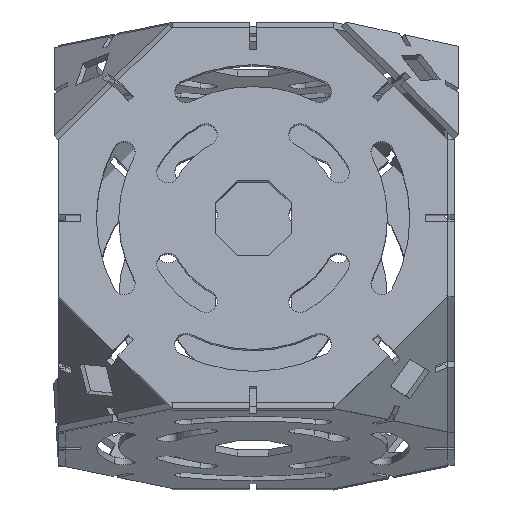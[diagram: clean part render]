
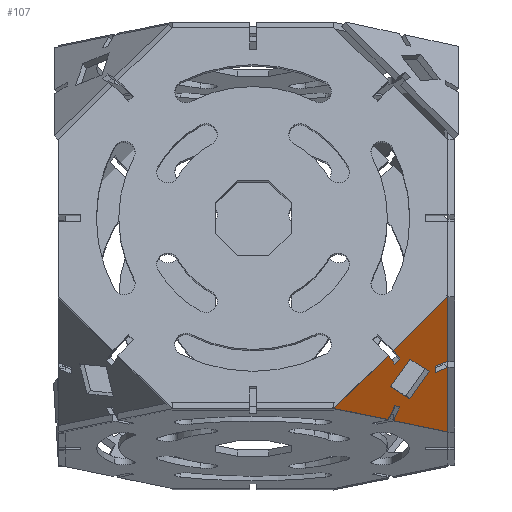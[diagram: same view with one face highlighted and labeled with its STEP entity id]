
A CAD part, left-side view. The second image highlights one B-rep face of the part: STEP entity #107.
In plain terms, the highlighted face is planar.
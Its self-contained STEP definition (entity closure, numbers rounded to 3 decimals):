
#107 = ADVANCED_FACE ( 'NONE', ( #4025, #3231 ), #260, .F. ) ;
#120 = VECTOR ( 'NONE', #3176, 1000. ) ;
#129 = LINE ( 'NONE', #1734, #5096 ) ;
#158 = VERTEX_POINT ( 'NONE', #4868 ) ;
#197 = EDGE_LOOP ( 'NONE', ( #3060, #4249, #2461, #2384, #3975, #2291, #3687, #3139, #2724, #2678, #4611, #1101, #3319, #529, #3933 ) ) ;
#205 = VECTOR ( 'NONE', #1518, 1000. ) ;
#218 = VERTEX_POINT ( 'NONE', #3507 ) ;
#251 = LINE ( 'NONE', #4761, #205 ) ;
#254 = DIRECTION ( 'NONE',  ( 0.866, 0.5, 0. ) ) ;
#260 = PLANE ( 'NONE',  #2933 ) ;
#282 = EDGE_LOOP ( 'NONE', ( #554, #3280, #500, #2142 ) ) ;
#289 = VERTEX_POINT ( 'NONE', #2330 ) ;
#297 = CARTESIAN_POINT ( 'NONE',  ( 36., -20.785, 0. ) ) ;
#308 = VECTOR ( 'NONE', #1533, 1000. ) ;
#326 = VERTEX_POINT ( 'NONE', #1553 ) ;
#390 = EDGE_CURVE ( 'NONE', #2230, #5105, #3190, .T. ) ;
#480 = CARTESIAN_POINT ( 'NONE',  ( -1.65, 0., 0. ) ) ;
#483 = CARTESIAN_POINT ( 'NONE',  ( -1.65, -13.785, 0. ) ) ;
#495 = EDGE_CURVE ( 'NONE', #4250, #5063, #4898, .T. ) ;
#500 = ORIENTED_EDGE ( 'NONE', *, *, #4396, .T. ) ;
#529 = ORIENTED_EDGE ( 'NONE', *, *, #495, .T. ) ;
#547 = VERTEX_POINT ( 'NONE', #3759 ) ;
#554 = ORIENTED_EDGE ( 'NONE', *, *, #1032, .T. ) ;
#604 = VERTEX_POINT ( 'NONE', #3389 ) ;
#659 = DIRECTION ( 'NONE',  ( 0., 0., 1. ) ) ;
#678 = DIRECTION ( 'NONE',  ( 1., 0., 0. ) ) ;
#716 = VECTOR ( 'NONE', #4958, 1000. ) ;
#782 = VERTEX_POINT ( 'NONE', #3986 ) ;
#829 = CARTESIAN_POINT ( 'NONE',  ( 0., 0., 0. ) ) ;
#886 = DIRECTION ( 'NONE',  ( -0.866, 0.5, 0. ) ) ;
#1032 = EDGE_CURVE ( 'NONE', #4095, #289, #3374, .T. ) ;
#1056 = DIRECTION ( 'NONE',  ( 1., 0., 0. ) ) ;
#1058 = LINE ( 'NONE', #4281, #308 ) ;
#1059 = VECTOR ( 'NONE', #1112, 1000. ) ;
#1079 = EDGE_CURVE ( 'NONE', #326, #604, #1058, .T. ) ;
#1101 = ORIENTED_EDGE ( 'NONE', *, *, #1437, .T. ) ;
#1108 = VERTEX_POINT ( 'NONE', #1941 ) ;
#1112 = DIRECTION ( 'NONE',  ( 0.866, -0.5, 0. ) ) ;
#1123 = LINE ( 'NONE', #3531, #2735 ) ;
#1286 = CARTESIAN_POINT ( 'NONE',  ( 0.825, 1.429, 0. ) ) ;
#1334 = DIRECTION ( 'NONE',  ( 0.707, 0.707, 0. ) ) ;
#1437 = EDGE_CURVE ( 'NONE', #2230, #3676, #3939, .T. ) ;
#1489 = EDGE_CURVE ( 'NONE', #289, #218, #5148, .T. ) ;
#1511 = VERTEX_POINT ( 'NONE', #297 ) ;
#1518 = DIRECTION ( 'NONE',  ( 0., 1., 0. ) ) ;
#1533 = DIRECTION ( 'NONE',  ( -0.5, 0.866, 0. ) ) ;
#1538 = CARTESIAN_POINT ( 'NONE',  ( -10.607, 0., 0. ) ) ;
#1553 = CARTESIAN_POINT ( 'NONE',  ( 17.175, 11.821, 0. ) ) ;
#1709 = LINE ( 'NONE', #3316, #2493 ) ;
#1734 = CARTESIAN_POINT ( 'NONE',  ( 0., 41.569, 0. ) ) ;
#1826 = EDGE_CURVE ( 'NONE', #3676, #4250, #1123, .T. ) ;
#1834 = VECTOR ( 'NONE', #3158, 1000. ) ;
#1927 = CARTESIAN_POINT ( 'NONE',  ( 0.825, -1.429, 0. ) ) ;
#1941 = CARTESIAN_POINT ( 'NONE',  ( 10.607, 0., 0. ) ) ;
#1964 = VERTEX_POINT ( 'NONE', #483 ) ;
#2010 = DIRECTION ( 'NONE',  ( 0.5, -0.866, 0. ) ) ;
#2105 = CARTESIAN_POINT ( 'NONE',  ( 36., -20.785, 0. ) ) ;
#2109 = DIRECTION ( 'NONE',  ( 0., -1., 0. ) ) ;
#2142 = ORIENTED_EDGE ( 'NONE', *, *, #2591, .T. ) ;
#2228 = LINE ( 'NONE', #5000, #2751 ) ;
#2230 = VERTEX_POINT ( 'NONE', #2275 ) ;
#2262 = DIRECTION ( 'NONE',  ( -0.707, -0.707, 0. ) ) ;
#2275 = CARTESIAN_POINT ( 'NONE',  ( -18.825, 8.963, 0. ) ) ;
#2291 = ORIENTED_EDGE ( 'NONE', *, *, #3748, .F. ) ;
#2330 = CARTESIAN_POINT ( 'NONE',  ( -10.607, 0., 0. ) ) ;
#2384 = ORIENTED_EDGE ( 'NONE', *, *, #4605, .T. ) ;
#2461 = ORIENTED_EDGE ( 'NONE', *, *, #5039, .T. ) ;
#2477 = CARTESIAN_POINT ( 'NONE',  ( 11.938, 6.892, 0. ) ) ;
#2493 = VECTOR ( 'NONE', #4902, 1000. ) ;
#2504 = LINE ( 'NONE', #2477, #3526 ) ;
#2562 = EDGE_CURVE ( 'NONE', #1511, #782, #3719, .T. ) ;
#2590 = VERTEX_POINT ( 'NONE', #4068 ) ;
#2591 = EDGE_CURVE ( 'NONE', #1108, #4095, #2930, .T. ) ;
#2678 = ORIENTED_EDGE ( 'NONE', *, *, #4552, .F. ) ;
#2681 = CARTESIAN_POINT ( 'NONE',  ( -0.825, -1.429, 0. ) ) ;
#2724 = ORIENTED_EDGE ( 'NONE', *, *, #3516, .T. ) ;
#2735 = VECTOR ( 'NONE', #4387, 1000. ) ;
#2751 = VECTOR ( 'NONE', #3003, 1000. ) ;
#2905 = CARTESIAN_POINT ( 'NONE',  ( 10.607, 0., 0. ) ) ;
#2930 = LINE ( 'NONE', #2905, #3402 ) ;
#2933 = AXIS2_PLACEMENT_3D ( 'NONE', #829, #659, #1056 ) ;
#2997 = LINE ( 'NONE', #4944, #3682 ) ;
#3003 = DIRECTION ( 'NONE',  ( -0.866, -0.5, 0. ) ) ;
#3017 = CARTESIAN_POINT ( 'NONE',  ( -12.763, 5.463, 0. ) ) ;
#3060 = ORIENTED_EDGE ( 'NONE', *, *, #1079, .F. ) ;
#3086 = EDGE_CURVE ( 'NONE', #4979, #547, #251, .T. ) ;
#3106 = LINE ( 'NONE', #3976, #1834 ) ;
#3113 = CARTESIAN_POINT ( 'NONE',  ( 0., 10.607, 0. ) ) ;
#3139 = ORIENTED_EDGE ( 'NONE', *, *, #4613, .T. ) ;
#3158 = DIRECTION ( 'NONE',  ( -1., 0., 0. ) ) ;
#3176 = DIRECTION ( 'NONE',  ( 0.707, -0.707, 0. ) ) ;
#3190 = LINE ( 'NONE', #3609, #3693 ) ;
#3231 = FACE_BOUND ( 'NONE', #282, .T. ) ;
#3274 = CARTESIAN_POINT ( 'NONE',  ( 11.113, 8.321, 0. ) ) ;
#3280 = ORIENTED_EDGE ( 'NONE', *, *, #1489, .T. ) ;
#3316 = CARTESIAN_POINT ( 'NONE',  ( -36., -20.785, 0. ) ) ;
#3319 = ORIENTED_EDGE ( 'NONE', *, *, #1826, .T. ) ;
#3374 = LINE ( 'NONE', #4225, #4808 ) ;
#3389 = CARTESIAN_POINT ( 'NONE',  ( 0., 41.569, 0. ) ) ;
#3402 = VECTOR ( 'NONE', #3700, 1000. ) ;
#3507 = CARTESIAN_POINT ( 'NONE',  ( 0., -10.607, 0. ) ) ;
#3516 = EDGE_CURVE ( 'NONE', #1964, #2590, #4098, .T. ) ;
#3526 = VECTOR ( 'NONE', #2010, 1000. ) ;
#3531 = CARTESIAN_POINT ( 'NONE',  ( -11.938, 6.892, 0. ) ) ;
#3553 = CARTESIAN_POINT ( 'NONE',  ( -36., -20.785, 0. ) ) ;
#3609 = CARTESIAN_POINT ( 'NONE',  ( 0., 41.569, 0. ) ) ;
#3676 = VERTEX_POINT ( 'NONE', #3017 ) ;
#3682 = VECTOR ( 'NONE', #1334, 1000. ) ;
#3687 = ORIENTED_EDGE ( 'NONE', *, *, #3086, .T. ) ;
#3693 = VECTOR ( 'NONE', #4820, 1000. ) ;
#3700 = DIRECTION ( 'NONE',  ( -0.707, 0.707, 0. ) ) ;
#3719 = LINE ( 'NONE', #2105, #716 ) ;
#3748 = EDGE_CURVE ( 'NONE', #4979, #1511, #1709, .T. ) ;
#3759 = CARTESIAN_POINT ( 'NONE',  ( 1.65, -13.785, 0. ) ) ;
#3796 = VERTEX_POINT ( 'NONE', #3274 ) ;
#3933 = ORIENTED_EDGE ( 'NONE', *, *, #4013, .F. ) ;
#3939 = LINE ( 'NONE', #2681, #1059 ) ;
#3954 = EDGE_CURVE ( 'NONE', #326, #3796, #2228, .T. ) ;
#3975 = ORIENTED_EDGE ( 'NONE', *, *, #2562, .F. ) ;
#3976 = CARTESIAN_POINT ( 'NONE',  ( 0., -13.785, 0. ) ) ;
#3986 = CARTESIAN_POINT ( 'NONE',  ( 18.825, 8.963, 0. ) ) ;
#4013 = EDGE_CURVE ( 'NONE', #604, #5063, #129, .T. ) ;
#4025 = FACE_OUTER_BOUND ( 'NONE', #197, .T. ) ;
#4068 = CARTESIAN_POINT ( 'NONE',  ( -1.65, -20.785, 0. ) ) ;
#4081 = CARTESIAN_POINT ( 'NONE',  ( -36., -20.785, 0. ) ) ;
#4095 = VERTEX_POINT ( 'NONE', #3113 ) ;
#4098 = LINE ( 'NONE', #480, #4261 ) ;
#4104 = CARTESIAN_POINT ( 'NONE',  ( -17.175, 11.821, 0. ) ) ;
#4225 = CARTESIAN_POINT ( 'NONE',  ( 0., 10.607, 0. ) ) ;
#4249 = ORIENTED_EDGE ( 'NONE', *, *, #3954, .T. ) ;
#4250 = VERTEX_POINT ( 'NONE', #4819 ) ;
#4261 = VECTOR ( 'NONE', #2109, 1000. ) ;
#4281 = CARTESIAN_POINT ( 'NONE',  ( 36., -20.785, 0. ) ) ;
#4331 = VECTOR ( 'NONE', #886, 1000. ) ;
#4387 = DIRECTION ( 'NONE',  ( 0.5, 0.866, 0. ) ) ;
#4396 = EDGE_CURVE ( 'NONE', #218, #1108, #2997, .T. ) ;
#4552 = EDGE_CURVE ( 'NONE', #5105, #2590, #4714, .T. ) ;
#4605 = EDGE_CURVE ( 'NONE', #158, #782, #4660, .T. ) ;
#4606 = VECTOR ( 'NONE', #678, 1000. ) ;
#4611 = ORIENTED_EDGE ( 'NONE', *, *, #390, .F. ) ;
#4613 = EDGE_CURVE ( 'NONE', #547, #1964, #3106, .T. ) ;
#4660 = LINE ( 'NONE', #1927, #5028 ) ;
#4714 = LINE ( 'NONE', #3553, #4606 ) ;
#4761 = CARTESIAN_POINT ( 'NONE',  ( 1.65, 0., 0. ) ) ;
#4808 = VECTOR ( 'NONE', #2262, 1000. ) ;
#4819 = CARTESIAN_POINT ( 'NONE',  ( -11.113, 8.321, 0. ) ) ;
#4820 = DIRECTION ( 'NONE',  ( -0.5, -0.866, 0. ) ) ;
#4868 = CARTESIAN_POINT ( 'NONE',  ( 12.763, 5.463, 0. ) ) ;
#4898 = LINE ( 'NONE', #1286, #4331 ) ;
#4902 = DIRECTION ( 'NONE',  ( 1., 0., 0. ) ) ;
#4944 = CARTESIAN_POINT ( 'NONE',  ( 0., -10.607, 0. ) ) ;
#4951 = DIRECTION ( 'NONE',  ( -0.5, -0.866, 0. ) ) ;
#4958 = DIRECTION ( 'NONE',  ( -0.5, 0.866, 0. ) ) ;
#4979 = VERTEX_POINT ( 'NONE', #4987 ) ;
#4987 = CARTESIAN_POINT ( 'NONE',  ( 1.65, -20.785, 0. ) ) ;
#5000 = CARTESIAN_POINT ( 'NONE',  ( -0.825, 1.429, 0. ) ) ;
#5028 = VECTOR ( 'NONE', #254, 1000. ) ;
#5039 = EDGE_CURVE ( 'NONE', #3796, #158, #2504, .T. ) ;
#5063 = VERTEX_POINT ( 'NONE', #4104 ) ;
#5096 = VECTOR ( 'NONE', #4951, 1000. ) ;
#5105 = VERTEX_POINT ( 'NONE', #4081 ) ;
#5148 = LINE ( 'NONE', #1538, #120 ) ;
